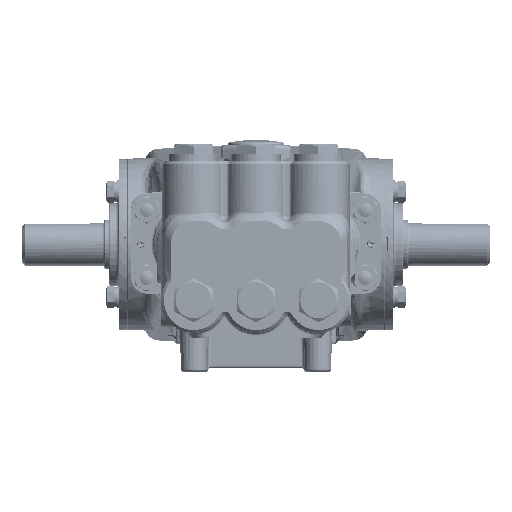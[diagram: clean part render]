
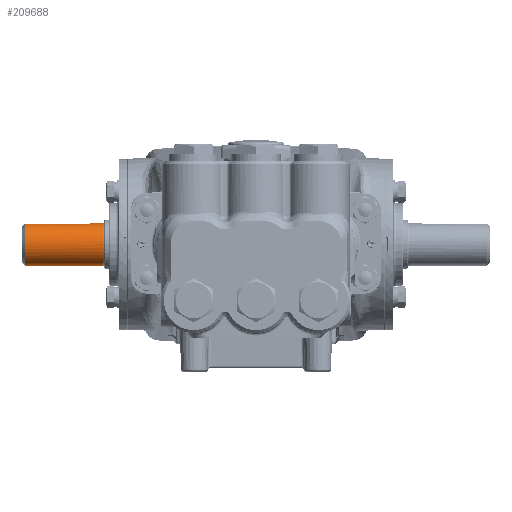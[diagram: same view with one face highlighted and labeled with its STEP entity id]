
A CAD part, top view. The second image highlights one B-rep face of the part: STEP entity #209688.
In plain terms, the highlighted cylindrical face has radius 15 mm (diameter 30 mm), a partial arc.
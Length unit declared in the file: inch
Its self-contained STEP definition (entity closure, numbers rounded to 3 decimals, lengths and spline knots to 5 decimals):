
#1864 = EDGE_CURVE ( 'NONE', #80822, #193776, #121353, .T. ) ;
#3127 = LINE ( 'NONE', #122129, #160629 ) ;
#14386 = CARTESIAN_POINT ( 'NONE',  ( -6.49606, 0., 0. ) ) ;
#18485 = CARTESIAN_POINT ( 'NONE',  ( -4.59926, 0.58274, 0.09614 ) ) ;
#19386 = CARTESIAN_POINT ( 'NONE',  ( -4.72441, 0.56917, 0.15748 ) ) ;
#19904 = LINE ( 'NONE', #179322, #169651 ) ;
#19955 = ORIENTED_EDGE ( 'NONE', *, *, #217213, .F. ) ;
#21042 = DIRECTION ( 'NONE',  ( 1., 0., 0. ) ) ;
#24759 = CARTESIAN_POINT ( 'NONE',  ( -4.68347, 0.57055, 0.15242 ) ) ;
#27052 = B_SPLINE_CURVE_WITH_KNOTS ( 'NONE', 3,
 ( #41191, #190687, #118504, #195677, #171663, #210910, #37444, #18485, #65264, #219701, #217210, #28523, #81781, #46234, #24759, #105771, #43740, #179162 ),
 .UNSPECIFIED., .F., .F.,
 ( 4, 2, 2, 2, 2, 2, 2, 2, 4 ),
 ( 0., 0.00079, 0.00157, 0.00236, 0.00314, 0.00393, 0.00471, 0.0055, 0.00628 ),
 .UNSPECIFIED. ) ;
#28523 = CARTESIAN_POINT ( 'NONE',  ( -4.64546, 0.57455, 0.13665 ) ) ;
#29233 = VERTEX_POINT ( 'NONE', #168628 ) ;
#33330 = CYLINDRICAL_SURFACE ( 'NONE', #221000, 0.59055 ) ;
#34367 = EDGE_CURVE ( 'NONE', #193776, #35171, #92203, .T. ) ;
#35171 = VERTEX_POINT ( 'NONE', #41090 ) ;
#37444 = CARTESIAN_POINT ( 'NONE',  ( -4.58782, 0.5853, 0.07905 ) ) ;
#41090 = CARTESIAN_POINT ( 'NONE',  ( -4.24409, -0.59055, 0. ) ) ;
#41191 = CARTESIAN_POINT ( 'NONE',  ( -4.56693, 0.59055, 0. ) ) ;
#43740 = CARTESIAN_POINT ( 'NONE',  ( -4.71408, 0.56917, 0.15748 ) ) ;
#45038 = DIRECTION ( 'NONE',  ( 0., 1., 0. ) ) ;
#46234 = CARTESIAN_POINT ( 'NONE',  ( -4.67349, 0.57136, 0.14937 ) ) ;
#51289 = VECTOR ( 'NONE', #52896, 39.37008 ) ;
#52896 = DIRECTION ( 'NONE',  ( 1., 0., 0. ) ) ;
#65264 = CARTESIAN_POINT ( 'NONE',  ( -4.60588, 0.58133, 0.10419 ) ) ;
#65390 = ORIENTED_EDGE ( 'NONE', *, *, #1864, .T. ) ;
#74537 = AXIS2_PLACEMENT_3D ( 'NONE', #185906, #247820, #242892 ) ;
#80385 = DIRECTION ( 'NONE',  ( -1., 0., 0. ) ) ;
#80822 = VERTEX_POINT ( 'NONE', #98987 ) ;
#80856 = AXIS2_PLACEMENT_3D ( 'NONE', #117332, #21042, #45038 ) ;
#81781 = CARTESIAN_POINT ( 'NONE',  ( -4.65455, 0.57336, 0.14151 ) ) ;
#82728 = CIRCLE ( 'NONE', #74537, 0.59055 ) ;
#87234 = CARTESIAN_POINT ( 'NONE',  ( -6.49606, -0.59055, 0. ) ) ;
#91787 = ORIENTED_EDGE ( 'NONE', *, *, #167910, .T. ) ;
#92203 = LINE ( 'NONE', #87234, #51289 ) ;
#97175 = DIRECTION ( 'NONE',  ( 1., 0., 0. ) ) ;
#98987 = CARTESIAN_POINT ( 'NONE',  ( -6.41732, 0.56917, 0.15748 ) ) ;
#105771 = CARTESIAN_POINT ( 'NONE',  ( -4.70383, 0.56945, 0.15647 ) ) ;
#117332 = CARTESIAN_POINT ( 'NONE',  ( -6.41732, 0., 0. ) ) ;
#118504 = CARTESIAN_POINT ( 'NONE',  ( -4.56796, 0.59027, 0.02073 ) ) ;
#121353 = CIRCLE ( 'NONE', #80856, 0.59055 ) ;
#122129 = CARTESIAN_POINT ( 'NONE',  ( -6.49606, 0.56917, 0.15748 ) ) ;
#140675 = VERTEX_POINT ( 'NONE', #205050 ) ;
#146738 = CARTESIAN_POINT ( 'NONE',  ( -6.41732, -0.59055, 0. ) ) ;
#151022 = FACE_OUTER_BOUND ( 'NONE', #167069, .T. ) ;
#160629 = VECTOR ( 'NONE', #80385, 39.37008 ) ;
#167069 = EDGE_LOOP ( 'NONE', ( #19955, #216392, #91787, #65390, #201299, #248682 ) ) ;
#167910 = EDGE_CURVE ( 'NONE', #194371, #80822, #3127, .T. ) ;
#168628 = CARTESIAN_POINT ( 'NONE',  ( -4.24409, 0.59055, 0. ) ) ;
#169651 = VECTOR ( 'NONE', #97175, 39.37008 ) ;
#171240 = DIRECTION ( 'NONE',  ( 0., -1., 0. ) ) ;
#171663 = CARTESIAN_POINT ( 'NONE',  ( -4.57505, 0.58843, 0.05097 ) ) ;
#179162 = CARTESIAN_POINT ( 'NONE',  ( -4.72441, 0.56917, 0.15748 ) ) ;
#179322 = CARTESIAN_POINT ( 'NONE',  ( -6.49606, 0.59055, 0. ) ) ;
#185906 = CARTESIAN_POINT ( 'NONE',  ( -4.24409, 0., 0. ) ) ;
#190687 = CARTESIAN_POINT ( 'NONE',  ( -4.56693, 0.59055, 0.01046 ) ) ;
#193776 = VERTEX_POINT ( 'NONE', #146738 ) ;
#194371 = VERTEX_POINT ( 'NONE', #19386 ) ;
#195677 = CARTESIAN_POINT ( 'NONE',  ( -4.57199, 0.58922, 0.04093 ) ) ;
#201299 = ORIENTED_EDGE ( 'NONE', *, *, #34367, .T. ) ;
#205050 = CARTESIAN_POINT ( 'NONE',  ( -4.56693, 0.59055, 0. ) ) ;
#209688 = ADVANCED_FACE ( 'NONE', ( #151022 ), #33330, .T. ) ;
#210910 = CARTESIAN_POINT ( 'NONE',  ( -4.58298, 0.58646, 0.07002 ) ) ;
#216392 = ORIENTED_EDGE ( 'NONE', *, *, #224600, .T. ) ;
#217210 = CARTESIAN_POINT ( 'NONE',  ( -4.62825, 0.57717, 0.12514 ) ) ;
#217213 = EDGE_CURVE ( 'NONE', #140675, #29233, #19904, .T. ) ;
#219701 = CARTESIAN_POINT ( 'NONE',  ( -4.62035, 0.57856, 0.11864 ) ) ;
#221000 = AXIS2_PLACEMENT_3D ( 'NONE', #14386, #228266, #171240 ) ;
#224600 = EDGE_CURVE ( 'NONE', #140675, #194371, #27052, .T. ) ;
#227154 = EDGE_CURVE ( 'NONE', #35171, #29233, #82728, .T. ) ;
#228266 = DIRECTION ( 'NONE',  ( 1., 0., 0. ) ) ;
#242892 = DIRECTION ( 'NONE',  ( 0., -1., 0. ) ) ;
#247820 = DIRECTION ( 'NONE',  ( -1., 0., 0. ) ) ;
#248682 = ORIENTED_EDGE ( 'NONE', *, *, #227154, .T. ) ;
